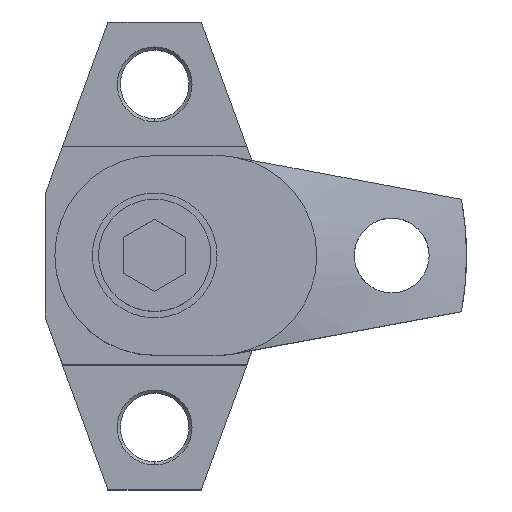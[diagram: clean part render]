
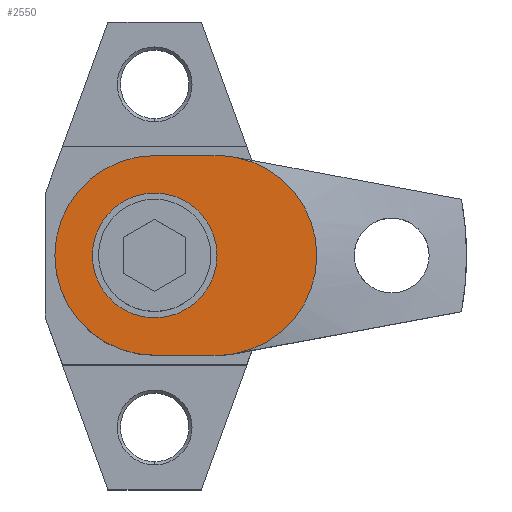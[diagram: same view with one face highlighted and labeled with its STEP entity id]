
A CAD part, top view. The second image highlights one B-rep face of the part: STEP entity #2550.
In plain terms, the highlighted planar face has unit normal (0, 0, 1).
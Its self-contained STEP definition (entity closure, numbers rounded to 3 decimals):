
#176 = ORIENTED_EDGE ( 'NONE', *, *, #337, .F. ) ;
#217 = DIRECTION ( 'NONE',  ( 1., 0., 0. ) ) ;
#222 = AXIS2_PLACEMENT_3D ( 'NONE', #1020, #2473, #1837 ) ;
#249 = CARTESIAN_POINT ( 'NONE',  ( 10., -16., 57. ) ) ;
#288 = EDGE_CURVE ( 'NONE', #1162, #2031, #813, .T. ) ;
#296 = VERTEX_POINT ( 'NONE', #382 ) ;
#337 = EDGE_CURVE ( 'NONE', #619, #1242, #770, .T. ) ;
#342 = LINE ( 'NONE', #806, #1101 ) ;
#348 = AXIS2_PLACEMENT_3D ( 'NONE', #2057, #2445, #1638 ) ;
#364 = DIRECTION ( 'NONE',  ( 1., 0., 0. ) ) ;
#370 = EDGE_CURVE ( 'NONE', #619, #1966, #1311, .T. ) ;
#371 = EDGE_CURVE ( 'NONE', #1860, #1242, #2154, .T. ) ;
#377 = DIRECTION ( 'NONE',  ( 1., 0., 0. ) ) ;
#380 = ORIENTED_EDGE ( 'NONE', *, *, #724, .T. ) ;
#382 = CARTESIAN_POINT ( 'NONE',  ( -10., 0., 57. ) ) ;
#451 = CARTESIAN_POINT ( 'NONE',  ( 10., 16., 57. ) ) ;
#565 = AXIS2_PLACEMENT_3D ( 'NONE', #2320, #1507, #1496 ) ;
#586 = VERTEX_POINT ( 'NONE', #2295 ) ;
#619 = VERTEX_POINT ( 'NONE', #1712 ) ;
#625 = ORIENTED_EDGE ( 'NONE', *, *, #755, .T. ) ;
#634 = ORIENTED_EDGE ( 'NONE', *, *, #1225, .F. ) ;
#655 = CIRCLE ( 'NONE', #2378, 16. ) ;
#668 = CARTESIAN_POINT ( 'NONE',  ( 10., 0., 57. ) ) ;
#698 = FACE_BOUND ( 'NONE', #1777, .T. ) ;
#724 = EDGE_CURVE ( 'NONE', #1966, #586, #342, .T. ) ;
#755 = EDGE_CURVE ( 'NONE', #2031, #1860, #1377, .T. ) ;
#759 = EDGE_CURVE ( 'NONE', #2490, #296, #2202, .T. ) ;
#770 = CIRCLE ( 'NONE', #348, 16. ) ;
#806 = CARTESIAN_POINT ( 'NONE',  ( 10., 16., 57. ) ) ;
#813 = CIRCLE ( 'NONE', #1098, 16. ) ;
#816 = AXIS2_PLACEMENT_3D ( 'NONE', #2004, #1947, #377 ) ;
#1020 = CARTESIAN_POINT ( 'NONE',  ( 10., 0., 57. ) ) ;
#1033 = EDGE_LOOP ( 'NONE', ( #1869, #176, #2355, #380, #1879, #1087, #625 ) ) ;
#1068 = CIRCLE ( 'NONE', #1237, 10. ) ;
#1087 = ORIENTED_EDGE ( 'NONE', *, *, #288, .T. ) ;
#1098 = AXIS2_PLACEMENT_3D ( 'NONE', #1218, #1367, #2365 ) ;
#1101 = VECTOR ( 'NONE', #1807, 1000. ) ;
#1107 = CARTESIAN_POINT ( 'NONE',  ( 0., 0., 57. ) ) ;
#1121 = CARTESIAN_POINT ( 'NONE',  ( 12.92, -15.731, 57. ) ) ;
#1162 = VERTEX_POINT ( 'NONE', #1281 ) ;
#1172 = EDGE_CURVE ( 'NONE', #586, #1162, #655, .T. ) ;
#1185 = CARTESIAN_POINT ( 'NONE',  ( 0., -16., 57. ) ) ;
#1218 = CARTESIAN_POINT ( 'NONE',  ( 0., 0., 57. ) ) ;
#1225 = EDGE_CURVE ( 'NONE', #296, #2490, #1068, .T. ) ;
#1237 = AXIS2_PLACEMENT_3D ( 'NONE', #1107, #1334, #364 ) ;
#1242 = VERTEX_POINT ( 'NONE', #1121 ) ;
#1281 = CARTESIAN_POINT ( 'NONE',  ( -16., 0., 57. ) ) ;
#1311 = CIRCLE ( 'NONE', #222, 16. ) ;
#1334 = DIRECTION ( 'NONE',  ( 0., 0., 1. ) ) ;
#1367 = DIRECTION ( 'NONE',  ( 0., 0., 1. ) ) ;
#1377 = LINE ( 'NONE', #1185, #1569 ) ;
#1455 = DIRECTION ( 'NONE',  ( 0., 0., 1. ) ) ;
#1496 = DIRECTION ( 'NONE',  ( 1., 0., 0. ) ) ;
#1507 = DIRECTION ( 'NONE',  ( 0., 0., 1. ) ) ;
#1569 = VECTOR ( 'NONE', #2174, 1000. ) ;
#1589 = ORIENTED_EDGE ( 'NONE', *, *, #759, .F. ) ;
#1638 = DIRECTION ( 'NONE',  ( -1., 0., 0. ) ) ;
#1649 = DIRECTION ( 'NONE',  ( 1., 0., 0. ) ) ;
#1712 = CARTESIAN_POINT ( 'NONE',  ( 12.92, 15.731, 57. ) ) ;
#1716 = PLANE ( 'NONE',  #565 ) ;
#1728 = FACE_OUTER_BOUND ( 'NONE', #1033, .T. ) ;
#1730 = CARTESIAN_POINT ( 'NONE',  ( 0., -16., 57. ) ) ;
#1777 = EDGE_LOOP ( 'NONE', ( #1589, #634 ) ) ;
#1807 = DIRECTION ( 'NONE',  ( -1., 0., 0. ) ) ;
#1837 = DIRECTION ( 'NONE',  ( 1., 0., 0. ) ) ;
#1860 = VERTEX_POINT ( 'NONE', #249 ) ;
#1869 = ORIENTED_EDGE ( 'NONE', *, *, #371, .T. ) ;
#1879 = ORIENTED_EDGE ( 'NONE', *, *, #1172, .T. ) ;
#1947 = DIRECTION ( 'NONE',  ( 0., 0., 1. ) ) ;
#1966 = VERTEX_POINT ( 'NONE', #451 ) ;
#2004 = CARTESIAN_POINT ( 'NONE',  ( 0., 0., 57. ) ) ;
#2031 = VERTEX_POINT ( 'NONE', #1730 ) ;
#2057 = CARTESIAN_POINT ( 'NONE',  ( 10., 0., 57. ) ) ;
#2154 = CIRCLE ( 'NONE', #2241, 16. ) ;
#2174 = DIRECTION ( 'NONE',  ( 1., 0., 0. ) ) ;
#2202 = CIRCLE ( 'NONE', #816, 10. ) ;
#2241 = AXIS2_PLACEMENT_3D ( 'NONE', #668, #1455, #217 ) ;
#2276 = DIRECTION ( 'NONE',  ( 0., 0., 1. ) ) ;
#2295 = CARTESIAN_POINT ( 'NONE',  ( 0., 16., 57. ) ) ;
#2320 = CARTESIAN_POINT ( 'NONE',  ( 0., 0., 57. ) ) ;
#2355 = ORIENTED_EDGE ( 'NONE', *, *, #370, .T. ) ;
#2365 = DIRECTION ( 'NONE',  ( 1., 0., 0. ) ) ;
#2378 = AXIS2_PLACEMENT_3D ( 'NONE', #2446, #2276, #1649 ) ;
#2445 = DIRECTION ( 'NONE',  ( 0., 0., -1. ) ) ;
#2446 = CARTESIAN_POINT ( 'NONE',  ( 0., 0., 57. ) ) ;
#2473 = DIRECTION ( 'NONE',  ( 0., 0., 1. ) ) ;
#2477 = CARTESIAN_POINT ( 'NONE',  ( 10., 0., 57. ) ) ;
#2490 = VERTEX_POINT ( 'NONE', #2477 ) ;
#2550 = ADVANCED_FACE ( 'NONE', ( #698, #1728 ), #1716, .T. ) ;
